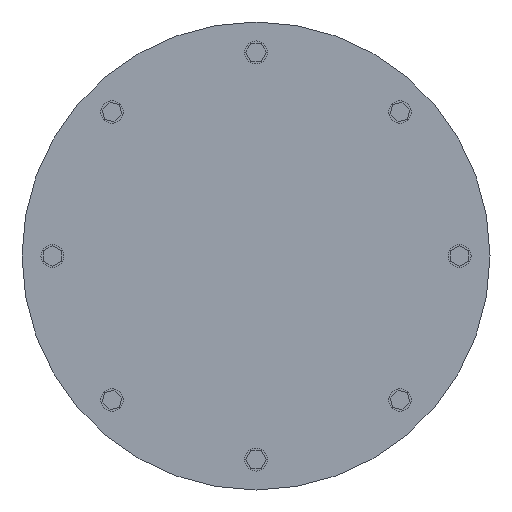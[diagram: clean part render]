
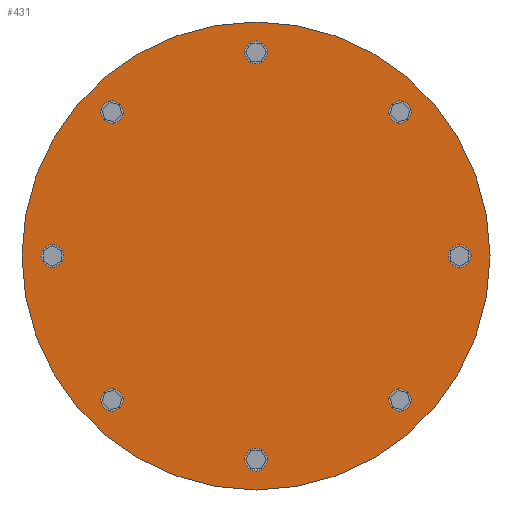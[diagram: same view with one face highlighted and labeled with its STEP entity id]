
A CAD part, left-side view. The second image highlights one B-rep face of the part: STEP entity #431.
In plain terms, the highlighted planar face has unit normal (-1, 0, 0).
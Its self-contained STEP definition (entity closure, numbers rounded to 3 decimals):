
#431 = ADVANCED_FACE( '', ( #1012, #1013, #1014, #1015, #1016, #1017, #1018, #1019, #1020 ), #1021, .F. );
#1012 = FACE_OUTER_BOUND( '', #1727, .T. );
#1013 = FACE_BOUND( '', #1728, .T. );
#1014 = FACE_BOUND( '', #1729, .T. );
#1015 = FACE_BOUND( '', #1730, .T. );
#1016 = FACE_BOUND( '', #1731, .T. );
#1017 = FACE_BOUND( '', #1732, .T. );
#1018 = FACE_BOUND( '', #1733, .T. );
#1019 = FACE_BOUND( '', #1734, .T. );
#1020 = FACE_BOUND( '', #1735, .T. );
#1021 = PLANE( '', #1736 );
#1727 = EDGE_LOOP( '', ( #2846 ) );
#1728 = EDGE_LOOP( '', ( #2847 ) );
#1729 = EDGE_LOOP( '', ( #2848 ) );
#1730 = EDGE_LOOP( '', ( #2849 ) );
#1731 = EDGE_LOOP( '', ( #2850 ) );
#1732 = EDGE_LOOP( '', ( #2851 ) );
#1733 = EDGE_LOOP( '', ( #2852 ) );
#1734 = EDGE_LOOP( '', ( #2853 ) );
#1735 = EDGE_LOOP( '', ( #2854 ) );
#1736 = AXIS2_PLACEMENT_3D( '', #2855, #2856, #2857 );
#2846 = ORIENTED_EDGE( '', *, *, #3787, .F. );
#2847 = ORIENTED_EDGE( '', *, *, #4033, .F. );
#2848 = ORIENTED_EDGE( '', *, *, #4034, .F. );
#2849 = ORIENTED_EDGE( '', *, *, #3741, .F. );
#2850 = ORIENTED_EDGE( '', *, *, #3820, .F. );
#2851 = ORIENTED_EDGE( '', *, *, #4035, .F. );
#2852 = ORIENTED_EDGE( '', *, *, #4036, .F. );
#2853 = ORIENTED_EDGE( '', *, *, #3688, .F. );
#2854 = ORIENTED_EDGE( '', *, *, #4037, .F. );
#2855 = CARTESIAN_POINT( '', ( -150., 0., 0. ) );
#2856 = DIRECTION( '', ( 1., 0., 0. ) );
#2857 = DIRECTION( '', ( 0., 0., -1. ) );
#3688 = EDGE_CURVE( '', #4301, #4301, #4302, .F. );
#3741 = EDGE_CURVE( '', #4390, #4390, #4391, .F. );
#3787 = EDGE_CURVE( '', #4468, #4468, #4469, .T. );
#3820 = EDGE_CURVE( '', #4527, #4527, #4528, .F. );
#4033 = EDGE_CURVE( '', #4853, #4853, #4854, .F. );
#4034 = EDGE_CURVE( '', #4855, #4855, #4856, .F. );
#4035 = EDGE_CURVE( '', #4857, #4857, #4858, .F. );
#4036 = EDGE_CURVE( '', #4859, #4859, #4860, .F. );
#4037 = EDGE_CURVE( '', #4861, #4861, #4862, .F. );
#4301 = VERTEX_POINT( '', #5188 );
#4302 = CIRCLE( '', #5189, 7. );
#4390 = VERTEX_POINT( '', #5297 );
#4391 = CIRCLE( '', #5298, 7. );
#4468 = VERTEX_POINT( '', #5397 );
#4469 = CIRCLE( '', #5398, 143. );
#4527 = VERTEX_POINT( '', #5468 );
#4528 = CIRCLE( '', #5469, 7. );
#4853 = VERTEX_POINT( '', #5927 );
#4854 = CIRCLE( '', #5928, 7. );
#4855 = VERTEX_POINT( '', #5929 );
#4856 = CIRCLE( '', #5930, 7. );
#4857 = VERTEX_POINT( '', #5931 );
#4858 = CIRCLE( '', #5932, 7. );
#4859 = VERTEX_POINT( '', #5933 );
#4860 = CIRCLE( '', #5934, 7. );
#4861 = VERTEX_POINT( '', #5935 );
#4862 = CIRCLE( '', #5936, 7. );
#5188 = CARTESIAN_POINT( '', ( -150., 0., -131.444 ) );
#5189 = AXIS2_PLACEMENT_3D( '', #6314, #6315, #6316 );
#5297 = CARTESIAN_POINT( '', ( -150., 87.995, -94.995 ) );
#5298 = AXIS2_PLACEMENT_3D( '', #6388, #6389, #6390 );
#5397 = CARTESIAN_POINT( '', ( -150., 0., -143. ) );
#5398 = AXIS2_PLACEMENT_3D( '', #6446, #6447, #6448 );
#5468 = CARTESIAN_POINT( '', ( -150., -87.995, -94.995 ) );
#5469 = AXIS2_PLACEMENT_3D( '', #6500, #6501, #6502 );
#5927 = CARTESIAN_POINT( '', ( -150., 124.444, -7. ) );
#5928 = AXIS2_PLACEMENT_3D( '', #6693, #6694, #6695 );
#5929 = CARTESIAN_POINT( '', ( -150., -87.995, 80.995 ) );
#5930 = AXIS2_PLACEMENT_3D( '', #6696, #6697, #6698 );
#5931 = CARTESIAN_POINT( '', ( -150., 87.995, 80.995 ) );
#5932 = AXIS2_PLACEMENT_3D( '', #6699, #6700, #6701 );
#5933 = CARTESIAN_POINT( '', ( -150., 0., 117.444 ) );
#5934 = AXIS2_PLACEMENT_3D( '', #6702, #6703, #6704 );
#5935 = CARTESIAN_POINT( '', ( -150., -124.444, -7. ) );
#5936 = AXIS2_PLACEMENT_3D( '', #6705, #6706, #6707 );
#6314 = CARTESIAN_POINT( '', ( -150., 0., -124.444 ) );
#6315 = DIRECTION( '', ( 1., 0., 0. ) );
#6316 = DIRECTION( '', ( 0., 0., -1. ) );
#6388 = CARTESIAN_POINT( '', ( -150., 87.995, -87.995 ) );
#6389 = DIRECTION( '', ( 1., 0., 0. ) );
#6390 = DIRECTION( '', ( 0., 0., -1. ) );
#6446 = CARTESIAN_POINT( '', ( -150., 0., 0. ) );
#6447 = DIRECTION( '', ( 1., 0., 0. ) );
#6448 = DIRECTION( '', ( 0., 0., -1. ) );
#6500 = CARTESIAN_POINT( '', ( -150., -87.995, -87.995 ) );
#6501 = DIRECTION( '', ( 1., 0., 0. ) );
#6502 = DIRECTION( '', ( 0., 0., -1. ) );
#6693 = CARTESIAN_POINT( '', ( -150., 124.444, 0. ) );
#6694 = DIRECTION( '', ( 1., 0., 0. ) );
#6695 = DIRECTION( '', ( 0., 0., -1. ) );
#6696 = CARTESIAN_POINT( '', ( -150., -87.995, 87.995 ) );
#6697 = DIRECTION( '', ( 1., 0., 0. ) );
#6698 = DIRECTION( '', ( 0., 0., -1. ) );
#6699 = CARTESIAN_POINT( '', ( -150., 87.995, 87.995 ) );
#6700 = DIRECTION( '', ( 1., 0., 0. ) );
#6701 = DIRECTION( '', ( 0., 0., -1. ) );
#6702 = CARTESIAN_POINT( '', ( -150., 0., 124.444 ) );
#6703 = DIRECTION( '', ( 1., 0., 0. ) );
#6704 = DIRECTION( '', ( 0., 0., -1. ) );
#6705 = CARTESIAN_POINT( '', ( -150., -124.444, 0. ) );
#6706 = DIRECTION( '', ( 1., 0., 0. ) );
#6707 = DIRECTION( '', ( 0., 0., -1. ) );
